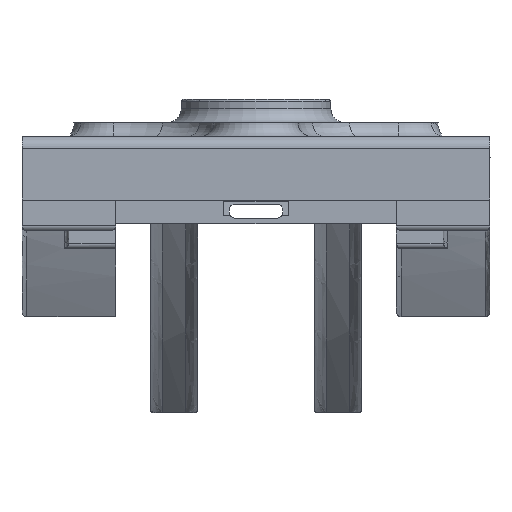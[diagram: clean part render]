
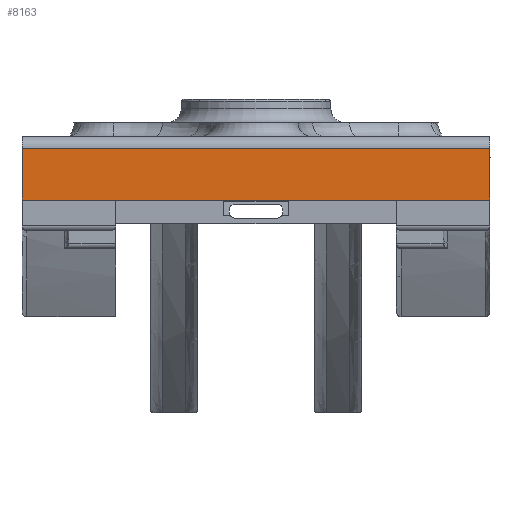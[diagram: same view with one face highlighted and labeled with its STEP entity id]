
A CAD part, front view. The second image highlights one B-rep face of the part: STEP entity #8163.
In plain terms, the highlighted planar face has unit normal (0, -1, 0).
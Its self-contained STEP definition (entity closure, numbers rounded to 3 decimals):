
#2118=ORIENTED_EDGE('',*,*,#2597,.F.);
#2119=ORIENTED_EDGE('',*,*,#3225,.T.);
#2120=ORIENTED_EDGE('',*,*,#2572,.T.);
#2121=ORIENTED_EDGE('',*,*,#3224,.F.);
#2572=EDGE_CURVE('',#3405,#3404,#3916,.T.);
#2597=EDGE_CURVE('',#3427,#3428,#3927,.T.);
#3224=EDGE_CURVE('',#3428,#3404,#4186,.T.);
#3225=EDGE_CURVE('',#3427,#3405,#4187,.T.);
#3404=VERTEX_POINT('',#11257);
#3405=VERTEX_POINT('',#11259);
#3427=VERTEX_POINT('',#11388);
#3428=VERTEX_POINT('',#11390);
#3916=LINE('',#11258,#4306);
#3927=LINE('',#11389,#4317);
#4186=LINE('',#13447,#4576);
#4187=LINE('',#13449,#4577);
#4306=VECTOR('',#8965,1000.);
#4317=VECTOR('',#8982,1000.);
#4576=VECTOR('',#10267,1000.);
#4577=VECTOR('',#10270,1000.);
#4939=EDGE_LOOP('',(#2118,#2119,#2120,#2121));
#5322=FACE_BOUND('',#4939,.T.);
#5480=PLANE('',#8768);
#8163=ADVANCED_FACE('',(#5322),#5480,.T.);
#8768=AXIS2_PLACEMENT_3D('',#13448,#10268,#10269);
#8965=DIRECTION('',(0.,0.,-1.));
#8982=DIRECTION('',(0.,0.,-1.));
#10267=DIRECTION('',(-1.,0.,0.));
#10268=DIRECTION('',(0.,-1.,0.));
#10269=DIRECTION('',(0.,0.,-1.));
#10270=DIRECTION('',(-1.,0.,0.));
#11257=CARTESIAN_POINT('',(-50.,-399.052,68.037));
#11258=CARTESIAN_POINT('',(-50.,-399.052,84.963));
#11259=CARTESIAN_POINT('',(-50.,-399.052,79.051));
#11388=CARTESIAN_POINT('',(50.,-399.052,79.051));
#11389=CARTESIAN_POINT('',(50.,-399.052,84.963));
#11390=CARTESIAN_POINT('',(50.,-399.052,68.037));
#13447=CARTESIAN_POINT('',(50.,-399.052,68.037));
#13448=CARTESIAN_POINT('',(50.,-399.052,84.963));
#13449=CARTESIAN_POINT('',(-50.,-399.052,79.051));
